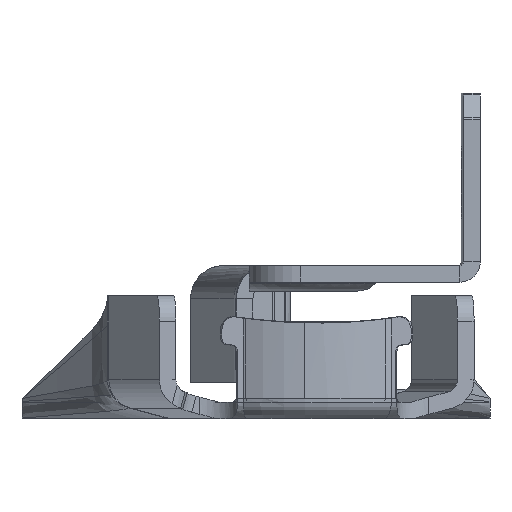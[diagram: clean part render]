
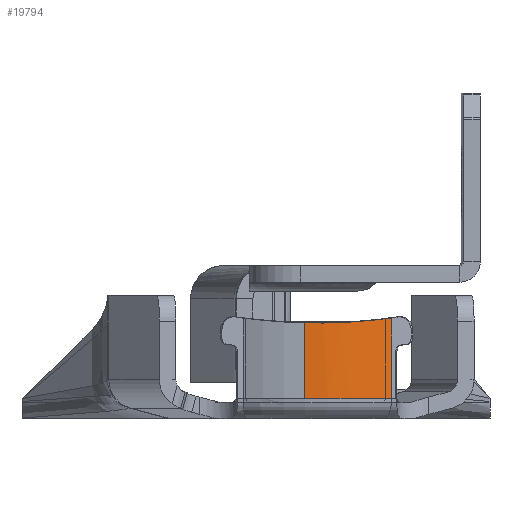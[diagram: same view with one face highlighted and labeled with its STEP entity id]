
A CAD part, left-side view. The second image highlights one B-rep face of the part: STEP entity #19794.
In plain terms, the highlighted cylindrical face has radius 12.3 mm (diameter 24.6 mm), a partial arc.
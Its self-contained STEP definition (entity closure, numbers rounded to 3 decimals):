
#48 = CARTESIAN_POINT ( 'NONE',  ( -699.564, -6.168, 6.255 ) ) ;
#1708 = CARTESIAN_POINT ( 'NONE',  ( -697.958, -9.693, 6.603 ) ) ;
#2462 = FACE_OUTER_BOUND ( 'NONE', #24359, .T. ) ;
#2679 = EDGE_CURVE ( 'NONE', #17196, #25414, #26944, .T. ) ;
#3311 = AXIS2_PLACEMENT_3D ( 'NONE', #5074, #23305, #14463 ) ;
#4153 = CARTESIAN_POINT ( 'NONE',  ( -700.001, -2.904, 6.214 ) ) ;
#4197 = CARTESIAN_POINT ( 'NONE',  ( -699.129, -7.61, 6.341 ) ) ;
#4817 = CARTESIAN_POINT ( 'NONE',  ( -697.958, -9.693, 0.3 ) ) ;
#5074 = CARTESIAN_POINT ( 'NONE',  ( -687.701, -2.904, 6.7 ) ) ;
#5963 = CARTESIAN_POINT ( 'NONE',  ( -700.001, -2.904, 0.3 ) ) ;
#6098 = VECTOR ( 'NONE', #29244, 1000. ) ;
#6935 = CYLINDRICAL_SURFACE ( 'NONE', #3311, 12.3 ) ;
#7925 = ORIENTED_EDGE ( 'NONE', *, *, #9178, .T. ) ;
#9158 = CARTESIAN_POINT ( 'NONE',  ( -700.001, -2.904, 6.214 ) ) ;
#9178 = EDGE_CURVE ( 'NONE', #25414, #24160, #14049, .T. ) ;
#11760 = CARTESIAN_POINT ( 'NONE',  ( -697.958, -9.693, 6.603 ) ) ;
#12311 = DIRECTION ( 'NONE',  ( 0., 0., -1. ) ) ;
#12572 = VERTEX_POINT ( 'NONE', #1708 ) ;
#13552 = EDGE_CURVE ( 'NONE', #12572, #24160, #19257, .T. ) ;
#13759 = CARTESIAN_POINT ( 'NONE',  ( -699.772, -5.285, 6.218 ) ) ;
#14049 = CIRCLE ( 'NONE', #17989, 12.3 ) ;
#14064 = CARTESIAN_POINT ( 'NONE',  ( -699.641, -5.874, 6.241 ) ) ;
#14456 = B_SPLINE_CURVE_WITH_KNOTS ( 'NONE', 3,
 ( #11760, #23348, #4197, #48, #14064, #13759, #28253, #23044, #21155, #9158 ),
 .UNSPECIFIED., .F., .F.,
 ( 4, 2, 2, 2, 4 ),
 ( 0., 0.004, 0.004, 0.005, 0.007 ),
 .UNSPECIFIED. ) ;
#14463 = DIRECTION ( 'NONE',  ( -1., 0., 0. ) ) ;
#16543 = CARTESIAN_POINT ( 'NONE',  ( -687.701, -2.904, 0.3 ) ) ;
#16932 = CARTESIAN_POINT ( 'NONE',  ( -697.958, -9.693, 6.7 ) ) ;
#17196 = VERTEX_POINT ( 'NONE', #4153 ) ;
#17989 = AXIS2_PLACEMENT_3D ( 'NONE', #16543, #18876, #28428 ) ;
#18148 = CARTESIAN_POINT ( 'NONE',  ( -700.001, -2.904, 6.7 ) ) ;
#18876 = DIRECTION ( 'NONE',  ( 0., 0., 1. ) ) ;
#19257 = LINE ( 'NONE', #16932, #27477 ) ;
#19794 = ADVANCED_FACE ( 'NONE', ( #2462 ), #6935, .T. ) ;
#20172 = ORIENTED_EDGE ( 'NONE', *, *, #13552, .F. ) ;
#21155 = CARTESIAN_POINT ( 'NONE',  ( -700.001, -3.505, 6.199 ) ) ;
#23044 = CARTESIAN_POINT ( 'NONE',  ( -699.957, -4.101, 6.196 ) ) ;
#23305 = DIRECTION ( 'NONE',  ( 0., 0., -1. ) ) ;
#23348 = CARTESIAN_POINT ( 'NONE',  ( -698.623, -8.688, 6.456 ) ) ;
#24047 = EDGE_CURVE ( 'NONE', #12572, #17196, #14456, .T. ) ;
#24160 = VERTEX_POINT ( 'NONE', #4817 ) ;
#24359 = EDGE_LOOP ( 'NONE', ( #25936, #26773, #7925, #20172 ) ) ;
#25414 = VERTEX_POINT ( 'NONE', #5963 ) ;
#25936 = ORIENTED_EDGE ( 'NONE', *, *, #24047, .T. ) ;
#26773 = ORIENTED_EDGE ( 'NONE', *, *, #2679, .T. ) ;
#26944 = LINE ( 'NONE', #18148, #6098 ) ;
#27477 = VECTOR ( 'NONE', #12311, 1000. ) ;
#28253 = CARTESIAN_POINT ( 'NONE',  ( -699.826, -4.99, 6.21 ) ) ;
#28428 = DIRECTION ( 'NONE',  ( 1., 0., 0. ) ) ;
#29244 = DIRECTION ( 'NONE',  ( 0., 0., -1. ) ) ;
